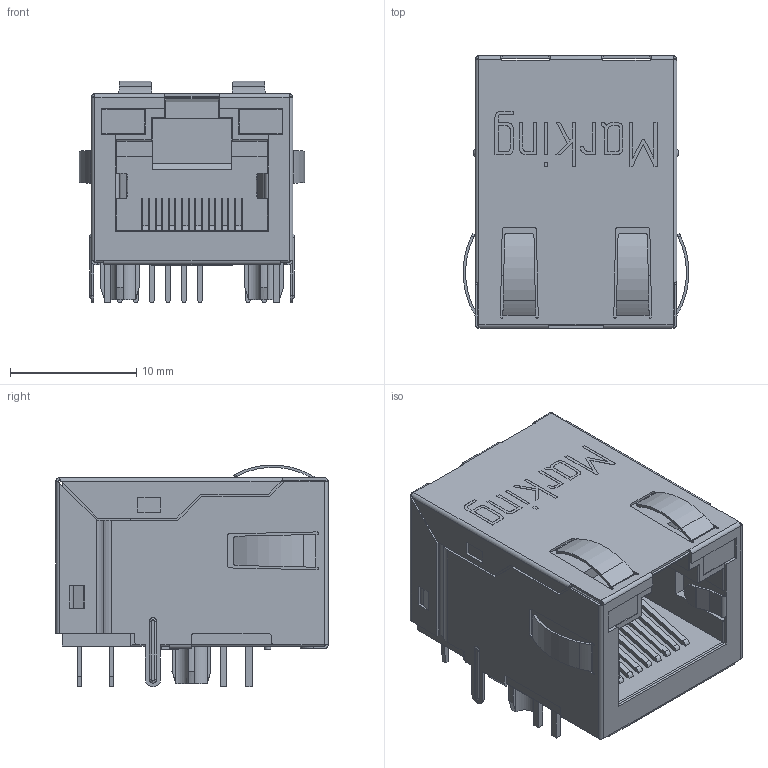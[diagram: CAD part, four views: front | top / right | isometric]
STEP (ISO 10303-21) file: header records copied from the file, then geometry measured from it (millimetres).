
FILE_DESCRIPTION(/* description */ ('Unknown'),/* implementation_level */ '2;1');
FILE_NAME(/* name */ 'T_Wurth_WE-RJ45LAN_7499211125',/* time_stamp */ '2025-08-21T15:55:50+08:00',/* author */ ('Unknown'),/* organization */ ('Unknown'),/* preprocessor_version */ 'ST-DEVELOPER v19.4',/* originating_system */ 'Solid Edge',/* authorisation */ 'Unknown');
FILE_SCHEMA (('AUTOMOTIVE_DESIGN {1 0 10303 214 3 1 1}'));
Length unit declared in the file: millimetre
Products named in the file (2): T_Wurth_WE-RJ45LAN_7499211125
Assembly tree (1 placements, depth 2):
  T_Wurth_WE-RJ45LAN_7499211125
    T_Wurth_WE-RJ45LAN_7499211125
Bounding box: 17.91 x 21.6 x 17.61 mm (x, y, z)
Volume: 3354.2 mm3; surface area: 3648 mm2
Topology: 1 solids, 1 shells, 778 faces, 2110 edges, 1356 vertices
Faces by surface type: plane 544, cylinder 190, bspline 24, cone 8, torus 8, sphere 4
Entity records: 30316 total; most frequent: CARTESIAN_POINT 5374, ORIENTED_EDGE 4212, DIRECTION 3800, EDGE_CURVE 2106, LINE 1512, VECTOR 1512, VERTEX_POINT 1356, AXIS2_PLACEMENT_3D 1144
